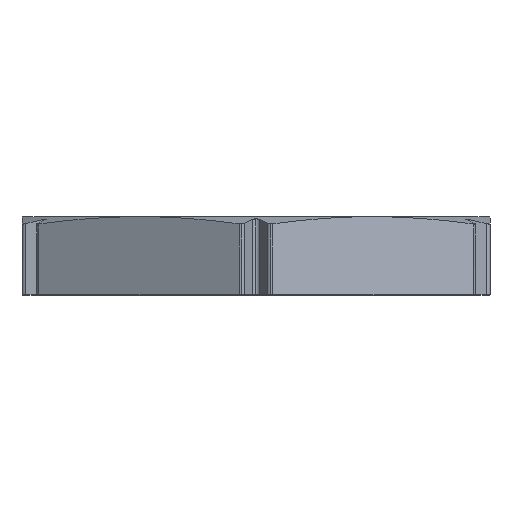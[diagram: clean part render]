
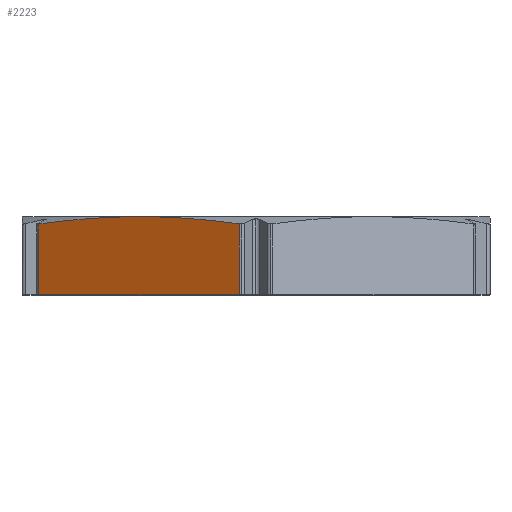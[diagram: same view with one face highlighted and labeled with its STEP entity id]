
A CAD part, top view. The second image highlights one B-rep face of the part: STEP entity #2223.
In plain terms, the highlighted planar face has unit normal (-0.5, 0, 0.866).
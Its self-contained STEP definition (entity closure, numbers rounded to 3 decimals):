
#30 = B_SPLINE_CURVE_WITH_KNOTS ( 'NONE', 3,
 ( #3113, #1179, #667, #2863 ),
 .UNSPECIFIED., .F., .F.,
 ( 4, 4 ),
 ( 0., 0.006 ),
 .UNSPECIFIED. ) ;
#113 = VECTOR ( 'NONE', #771, 1000. ) ;
#173 = EDGE_CURVE ( 'NONE', #423, #541, #2059, .T. ) ;
#283 = CARTESIAN_POINT ( 'NONE',  ( -11.134, 3.629, 7.428 ) ) ;
#342 = VECTOR ( 'NONE', #851, 1000. ) ;
#423 = VERTEX_POINT ( 'NONE', #2288 ) ;
#537 = CARTESIAN_POINT ( 'NONE',  ( -0.866, 6., 13.356 ) ) ;
#541 = VERTEX_POINT ( 'NONE', #3136 ) ;
#620 = EDGE_CURVE ( 'NONE', #1370, #702, #1381, .T. ) ;
#644 = VERTEX_POINT ( 'NONE', #2508 ) ;
#667 = CARTESIAN_POINT ( 'NONE',  ( -4.289, 4., 11.38 ) ) ;
#702 = VERTEX_POINT ( 'NONE', #1322 ) ;
#756 = VECTOR ( 'NONE', #1803, 1000. ) ;
#763 = EDGE_CURVE ( 'NONE', #702, #423, #1356, .T. ) ;
#771 = DIRECTION ( 'NONE',  ( 0.866, 0., 0.5 ) ) ;
#851 = DIRECTION ( 'NONE',  ( 0., -1., 0. ) ) ;
#954 = ORIENTED_EDGE ( 'NONE', *, *, #1880, .T. ) ;
#1008 = AXIS2_PLACEMENT_3D ( 'NONE', #2630, #2659, #1678 ) ;
#1043 = CARTESIAN_POINT ( 'NONE',  ( -7.711, 4., 9.404 ) ) ;
#1087 = CARTESIAN_POINT ( 'NONE',  ( -11.134, 6., 7.428 ) ) ;
#1179 = CARTESIAN_POINT ( 'NONE',  ( -2.577, 3.864, 12.368 ) ) ;
#1322 = CARTESIAN_POINT ( 'NONE',  ( -11.134, 3.629, 7.428 ) ) ;
#1356 = LINE ( 'NONE', #1087, #342 ) ;
#1370 = VERTEX_POINT ( 'NONE', #2134 ) ;
#1381 = B_SPLINE_CURVE_WITH_KNOTS ( 'NONE', 3,
 ( #1567, #1043, #2966, #283 ),
 .UNSPECIFIED., .F., .F.,
 ( 4, 4 ),
 ( 0.006, 0.012 ),
 .UNSPECIFIED. ) ;
#1458 = PLANE ( 'NONE',  #1008 ) ;
#1567 = CARTESIAN_POINT ( 'NONE',  ( -6., 4., 10.392 ) ) ;
#1657 = ORIENTED_EDGE ( 'NONE', *, *, #620, .T. ) ;
#1678 = DIRECTION ( 'NONE',  ( -0.866, 0., -0.5 ) ) ;
#1692 = FACE_OUTER_BOUND ( 'NONE', #2665, .T. ) ;
#1803 = DIRECTION ( 'NONE',  ( 0., 1., 0. ) ) ;
#1880 = EDGE_CURVE ( 'NONE', #541, #644, #2505, .T. ) ;
#2059 = LINE ( 'NONE', #3058, #113 ) ;
#2134 = CARTESIAN_POINT ( 'NONE',  ( -6., 4., 10.392 ) ) ;
#2176 = ORIENTED_EDGE ( 'NONE', *, *, #173, .T. ) ;
#2223 = ADVANCED_FACE ( 'NONE', ( #1692 ), #1458, .F. ) ;
#2288 = CARTESIAN_POINT ( 'NONE',  ( -11.134, 0., 7.428 ) ) ;
#2355 = ORIENTED_EDGE ( 'NONE', *, *, #763, .T. ) ;
#2505 = LINE ( 'NONE', #537, #756 ) ;
#2508 = CARTESIAN_POINT ( 'NONE',  ( -0.866, 3.629, 13.356 ) ) ;
#2630 = CARTESIAN_POINT ( 'NONE',  ( -12., 6., 6.928 ) ) ;
#2647 = ORIENTED_EDGE ( 'NONE', *, *, #2790, .T. ) ;
#2659 = DIRECTION ( 'NONE',  ( 0.5, 0., -0.866 ) ) ;
#2665 = EDGE_LOOP ( 'NONE', ( #954, #2647, #1657, #2355, #2176 ) ) ;
#2790 = EDGE_CURVE ( 'NONE', #644, #1370, #30, .T. ) ;
#2863 = CARTESIAN_POINT ( 'NONE',  ( -6., 4., 10.392 ) ) ;
#2966 = CARTESIAN_POINT ( 'NONE',  ( -9.423, 3.864, 8.416 ) ) ;
#3058 = CARTESIAN_POINT ( 'NONE',  ( -12., 0., 6.928 ) ) ;
#3113 = CARTESIAN_POINT ( 'NONE',  ( -0.866, 3.629, 13.356 ) ) ;
#3136 = CARTESIAN_POINT ( 'NONE',  ( -0.866, 0., 13.356 ) ) ;
